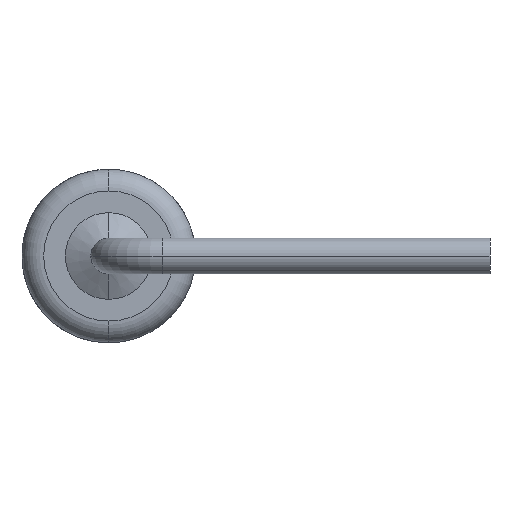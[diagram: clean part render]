
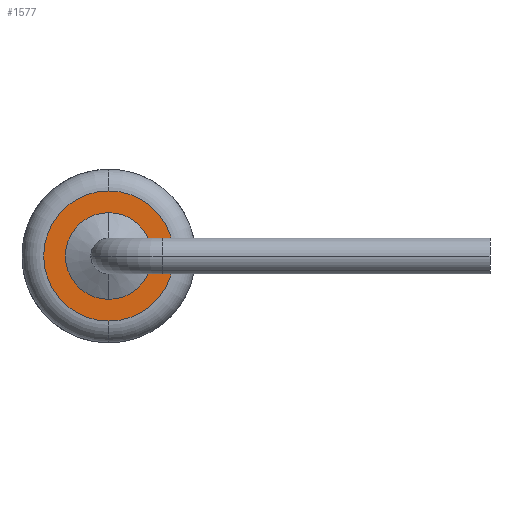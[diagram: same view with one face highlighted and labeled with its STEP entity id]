
A CAD part, left-side view. The second image highlights one B-rep face of the part: STEP entity #1577.
In plain terms, the highlighted planar face has unit normal (-1, 0, 0).
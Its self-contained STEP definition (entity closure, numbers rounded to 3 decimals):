
#168 = ORIENTED_EDGE ( 'NONE', *, *, #4484, .F. ) ;
#229 = CIRCLE ( 'NONE', #2558, 1.016 ) ;
#373 = FACE_BOUND ( 'NONE', #1123, .T. ) ;
#419 = VERTEX_POINT ( 'NONE', #2725 ) ;
#423 = VERTEX_POINT ( 'NONE', #951 ) ;
#462 = DIRECTION ( 'NONE',  ( 0., 0., 1. ) ) ;
#698 = EDGE_CURVE ( 'NONE', #423, #3997, #229, .T. ) ;
#801 = ORIENTED_EDGE ( 'NONE', *, *, #3591, .F. ) ;
#912 = AXIS2_PLACEMENT_3D ( 'NONE', #2633, #2301, #2991 ) ;
#951 = CARTESIAN_POINT ( 'NONE',  ( 2.115, 2.355, -1.016 ) ) ;
#1074 = ORIENTED_EDGE ( 'NONE', *, *, #698, .T. ) ;
#1123 = EDGE_LOOP ( 'NONE', ( #801, #168 ) ) ;
#1146 = CARTESIAN_POINT ( 'NONE',  ( 2.115, 2.355, 0. ) ) ;
#1166 = EDGE_LOOP ( 'NONE', ( #1787, #1074 ) ) ;
#1343 = DIRECTION ( 'NONE',  ( 0., 0., 1. ) ) ;
#1487 = AXIS2_PLACEMENT_3D ( 'NONE', #3504, #2018, #1343 ) ;
#1577 = ADVANCED_FACE ( 'NONE', ( #373, #3294 ), #1809, .F. ) ;
#1638 = DIRECTION ( 'NONE',  ( -1., 0., 0. ) ) ;
#1787 = ORIENTED_EDGE ( 'NONE', *, *, #3544, .T. ) ;
#1809 = PLANE ( 'NONE',  #912 ) ;
#2018 = DIRECTION ( 'NONE',  ( -1., 0., 0. ) ) ;
#2057 = CARTESIAN_POINT ( 'NONE',  ( 2.115, 2.355, 0. ) ) ;
#2301 = DIRECTION ( 'NONE',  ( 1., 0., 0. ) ) ;
#2340 = DIRECTION ( 'NONE',  ( 0., 0., 1. ) ) ;
#2413 = CARTESIAN_POINT ( 'NONE',  ( 2.115, 2.355, 0. ) ) ;
#2558 = AXIS2_PLACEMENT_3D ( 'NONE', #1146, #4394, #462 ) ;
#2633 = CARTESIAN_POINT ( 'NONE',  ( 2.115, 3.371, 0. ) ) ;
#2699 = DIRECTION ( 'NONE',  ( -1., 0., 0. ) ) ;
#2725 = CARTESIAN_POINT ( 'NONE',  ( 2.115, 2.355, -0.678 ) ) ;
#2847 = AXIS2_PLACEMENT_3D ( 'NONE', #2057, #1638, #2340 ) ;
#2991 = DIRECTION ( 'NONE',  ( 0., 0., -1. ) ) ;
#3078 = CIRCLE ( 'NONE', #3228, 1.016 ) ;
#3228 = AXIS2_PLACEMENT_3D ( 'NONE', #2413, #2699, #4481 ) ;
#3294 = FACE_OUTER_BOUND ( 'NONE', #1166, .T. ) ;
#3332 = VERTEX_POINT ( 'NONE', #4569 ) ;
#3504 = CARTESIAN_POINT ( 'NONE',  ( 2.115, 2.355, 0. ) ) ;
#3508 = CIRCLE ( 'NONE', #1487, 0.678 ) ;
#3544 = EDGE_CURVE ( 'NONE', #3997, #423, #3078, .T. ) ;
#3591 = EDGE_CURVE ( 'NONE', #419, #3332, #4129, .T. ) ;
#3997 = VERTEX_POINT ( 'NONE', #4121 ) ;
#4121 = CARTESIAN_POINT ( 'NONE',  ( 2.115, 2.355, 1.016 ) ) ;
#4129 = CIRCLE ( 'NONE', #2847, 0.678 ) ;
#4394 = DIRECTION ( 'NONE',  ( -1., 0., 0. ) ) ;
#4481 = DIRECTION ( 'NONE',  ( 0., 0., 1. ) ) ;
#4484 = EDGE_CURVE ( 'NONE', #3332, #419, #3508, .T. ) ;
#4569 = CARTESIAN_POINT ( 'NONE',  ( 2.115, 2.355, 0.678 ) ) ;
